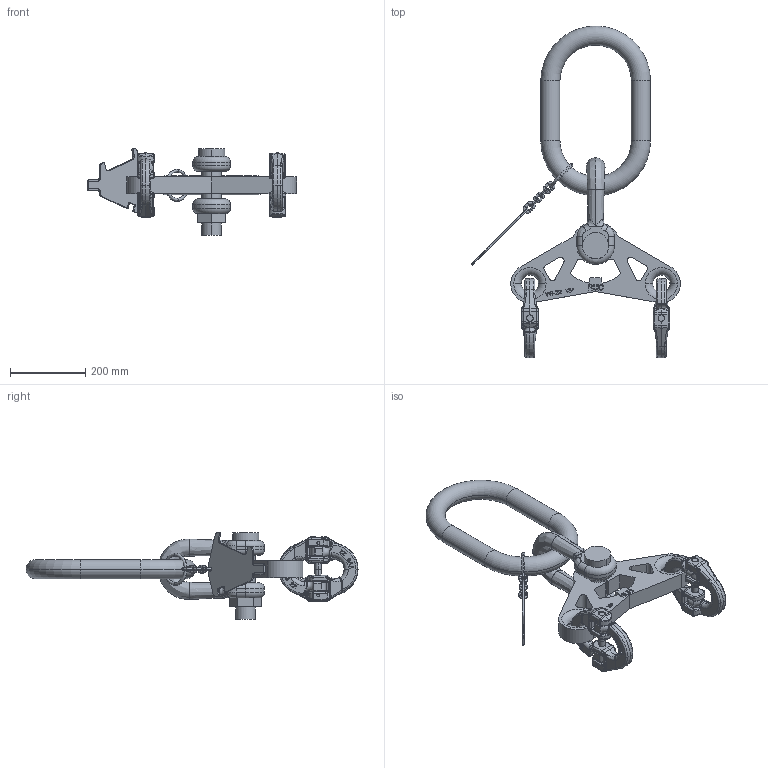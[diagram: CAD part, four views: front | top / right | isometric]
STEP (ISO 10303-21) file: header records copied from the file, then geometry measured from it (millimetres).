
FILE_DESCRIPTION((''),'2;1');
FILE_NAME('001-M34927-P-7_ASM','2019-01-24T',('anja.joas'),(''),'PRO/ENGINEER BY PARAMETRIC TECHNOLOGY CORPORATION, 2011490','PRO/ENGINEER BY PARAMETRIC TECHNOLOGY CORPORATION, 2011490','');
FILE_SCHEMA(('CONFIG_CONTROL_DESIGN'));
Length unit declared in the file: millimetre
Products named in the file (13): 001-M31198-P-6; 001-M34255-P-1; 001-M34962-P-1; 001-M34286-P-1; 001-M34286-P-2; 001-M34286-P-2_ASM; 001-M31128-V04; 001-M31561-P-1; 001-M31129-P-2; 001-M31182-001; 001-M31182-003_ASM; 001-M31561-P-1_ASM; 001-M34927-P-7_ASM
Assembly tree (16 placements, depth 4):
  001-M34927-P-7_ASM
    001-M31198-P-6
    001-M34255-P-1
    001-M34962-P-1
    001-M34286-P-2_ASM  x2
      001-M34286-P-1
      001-M34286-P-2
    001-M31128-V04
    001-M31561-P-1_ASM
      001-M31561-P-1
      001-M31129-P-2  x2
      001-M31182-003_ASM
        001-M31182-001  x3
Bounding box: 556.57 x 884 x 230.74 mm (x, y, z)
Volume: 7813298 mm3; surface area: 794613.1 mm2
Topology: 14 solids, 14 shells, 2277 faces, 5876 edges, 3664 vertices
Faces by surface type: plane 1233, cylinder 410, bspline 390, torus 160, cone 84
Entity records: 58254 total; most frequent: CARTESIAN_POINT 26587, ORIENTED_EDGE 6940, DIRECTION 5974, EDGE_CURVE 3470, VECTOR 2308, LINE 2308, VERTEX_POINT 2178, AXIS2_PLACEMENT_3D 1833
